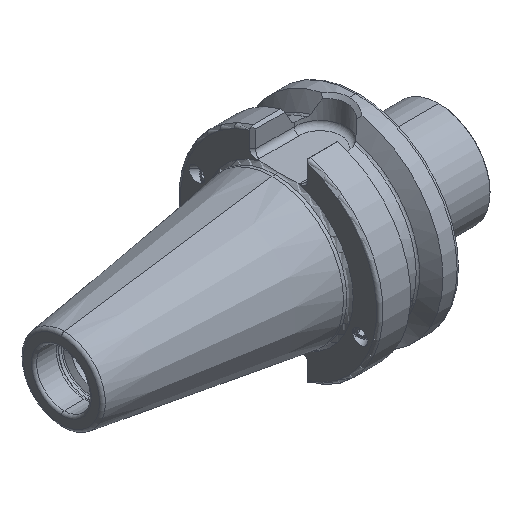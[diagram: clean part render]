
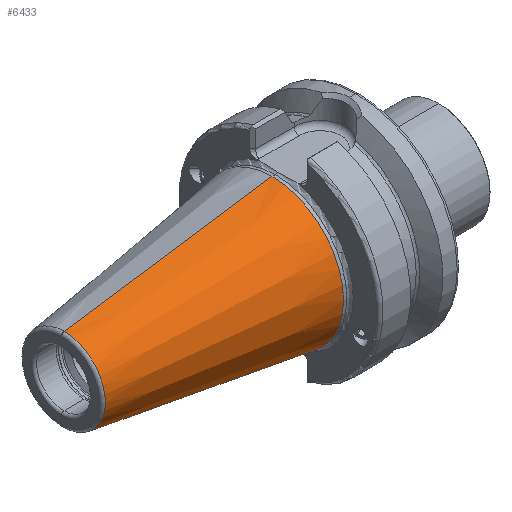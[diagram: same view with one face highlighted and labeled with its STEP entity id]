
A CAD part, isometric view. The second image highlights one B-rep face of the part: STEP entity #6433.
In plain terms, the highlighted conical face has half-angle 8.297 degrees and reference radius 22.225 mm.
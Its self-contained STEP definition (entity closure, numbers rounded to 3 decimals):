
#749 = VERTEX_POINT ( 'NONE', #2398 ) ;
#759 = ORIENTED_EDGE ( 'NONE', *, *, #4997, .T. ) ;
#781 = VECTOR ( 'NONE', #6845, 1000. ) ;
#1148 = CONICAL_SURFACE ( 'NONE', #2417, 22.225, 0.145 ) ;
#1906 = CARTESIAN_POINT ( 'NONE',  ( 0., 0., 22.225 ) ) ;
#2077 = CARTESIAN_POINT ( 'NONE',  ( -64.544, 0., 0. ) ) ;
#2124 = EDGE_CURVE ( 'NONE', #749, #5353, #6170, .T. ) ;
#2237 = CARTESIAN_POINT ( 'NONE',  ( 0., 0., -22.225 ) ) ;
#2358 = CARTESIAN_POINT ( 'NONE',  ( 0., 0., 22.225 ) ) ;
#2398 = CARTESIAN_POINT ( 'NONE',  ( -64.544, 0., -12.812 ) ) ;
#2417 = AXIS2_PLACEMENT_3D ( 'NONE', #3418, #5958, #3986 ) ;
#2433 = EDGE_CURVE ( 'NONE', #749, #6971, #6255, .T. ) ;
#2657 = DIRECTION ( 'NONE',  ( 0., 0., 1. ) ) ;
#3009 = ORIENTED_EDGE ( 'NONE', *, *, #2433, .T. ) ;
#3359 = DIRECTION ( 'NONE',  ( -1., 0., 0. ) ) ;
#3418 = CARTESIAN_POINT ( 'NONE',  ( 0., 0., 0. ) ) ;
#3500 = CARTESIAN_POINT ( 'NONE',  ( -64.544, 0., 12.812 ) ) ;
#3539 = AXIS2_PLACEMENT_3D ( 'NONE', #6693, #3359, #7249 ) ;
#3986 = DIRECTION ( 'NONE',  ( 0., 0., -1. ) ) ;
#4389 = EDGE_LOOP ( 'NONE', ( #7244, #7313, #3009, #759 ) ) ;
#4997 = EDGE_CURVE ( 'NONE', #6971, #5544, #6226, .T. ) ;
#5300 = LINE ( 'NONE', #2358, #781 ) ;
#5353 = VERTEX_POINT ( 'NONE', #3500 ) ;
#5461 = DIRECTION ( 'NONE',  ( -1., 0., 0. ) ) ;
#5521 = DIRECTION ( 'NONE',  ( 0.99, 0., -0.144 ) ) ;
#5544 = VERTEX_POINT ( 'NONE', #1906 ) ;
#5958 = DIRECTION ( 'NONE',  ( 1., 0., 0. ) ) ;
#6085 = CARTESIAN_POINT ( 'NONE',  ( 0., 0., -22.225 ) ) ;
#6086 = VECTOR ( 'NONE', #5521, 1000. ) ;
#6123 = AXIS2_PLACEMENT_3D ( 'NONE', #2077, #5461, #2657 ) ;
#6170 = CIRCLE ( 'NONE', #6123, 12.812 ) ;
#6226 = CIRCLE ( 'NONE', #3539, 22.225 ) ;
#6255 = LINE ( 'NONE', #6085, #6086 ) ;
#6433 = ADVANCED_FACE ( 'NONE', ( #7301 ), #1148, .T. ) ;
#6693 = CARTESIAN_POINT ( 'NONE',  ( 0., 0., 0. ) ) ;
#6845 = DIRECTION ( 'NONE',  ( 0.99, 0., 0.144 ) ) ;
#6971 = VERTEX_POINT ( 'NONE', #2237 ) ;
#7117 = EDGE_CURVE ( 'NONE', #5353, #5544, #5300, .T. ) ;
#7244 = ORIENTED_EDGE ( 'NONE', *, *, #7117, .F. ) ;
#7249 = DIRECTION ( 'NONE',  ( 0., 0., 1. ) ) ;
#7301 = FACE_OUTER_BOUND ( 'NONE', #4389, .T. ) ;
#7313 = ORIENTED_EDGE ( 'NONE', *, *, #2124, .F. ) ;
